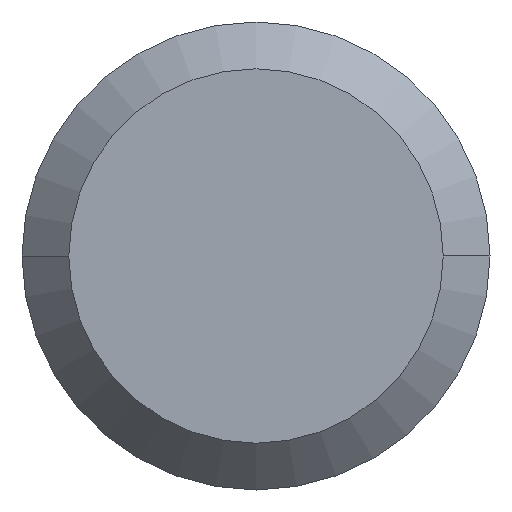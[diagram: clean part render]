
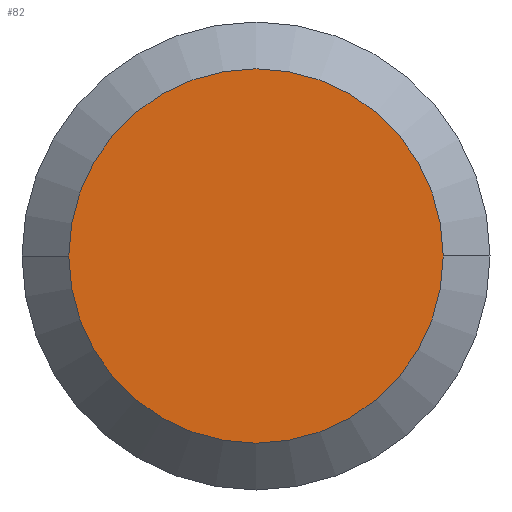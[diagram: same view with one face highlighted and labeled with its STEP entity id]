
A CAD part, left-side view. The second image highlights one B-rep face of the part: STEP entity #82.
In plain terms, the highlighted planar face has unit normal (-1, 0, 0).
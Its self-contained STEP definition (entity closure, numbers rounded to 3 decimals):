
#1 = EDGE_LOOP ( 'NONE', ( #126, #46 ) ) ;
#34 = AXIS2_PLACEMENT_3D ( 'NONE', #338, #184, #147 ) ;
#39 = CARTESIAN_POINT ( 'NONE',  ( -55., -2.4, 0. ) ) ;
#46 = ORIENTED_EDGE ( 'NONE', *, *, #320, .F. ) ;
#74 = DIRECTION ( 'NONE',  ( 0., -1., 0. ) ) ;
#80 = VERTEX_POINT ( 'NONE', #39 ) ;
#82 = ADVANCED_FACE ( 'NONE', ( #261 ), #268, .T. ) ;
#106 = EDGE_CURVE ( 'NONE', #278, #80, #137, .T. ) ;
#126 = ORIENTED_EDGE ( 'NONE', *, *, #106, .F. ) ;
#137 = CIRCLE ( 'NONE', #169, 2.4 ) ;
#147 = DIRECTION ( 'NONE',  ( 0., 1., 0. ) ) ;
#168 = CARTESIAN_POINT ( 'NONE',  ( -55., 0., 0. ) ) ;
#169 = AXIS2_PLACEMENT_3D ( 'NONE', #168, #200, #335 ) ;
#184 = DIRECTION ( 'NONE',  ( 1., 0., 0. ) ) ;
#200 = DIRECTION ( 'NONE',  ( 1., 0., 0. ) ) ;
#214 = AXIS2_PLACEMENT_3D ( 'NONE', #360, #234, #74 ) ;
#234 = DIRECTION ( 'NONE',  ( -1., 0., 0. ) ) ;
#261 = FACE_OUTER_BOUND ( 'NONE', #1, .T. ) ;
#268 = PLANE ( 'NONE',  #214 ) ;
#278 = VERTEX_POINT ( 'NONE', #310 ) ;
#310 = CARTESIAN_POINT ( 'NONE',  ( -55., 2.4, 0. ) ) ;
#313 = CIRCLE ( 'NONE', #34, 2.4 ) ;
#320 = EDGE_CURVE ( 'NONE', #80, #278, #313, .T. ) ;
#335 = DIRECTION ( 'NONE',  ( 0., 1., 0. ) ) ;
#338 = CARTESIAN_POINT ( 'NONE',  ( -55., 0., 0. ) ) ;
#360 = CARTESIAN_POINT ( 'NONE',  ( -55., 0., 0. ) ) ;
